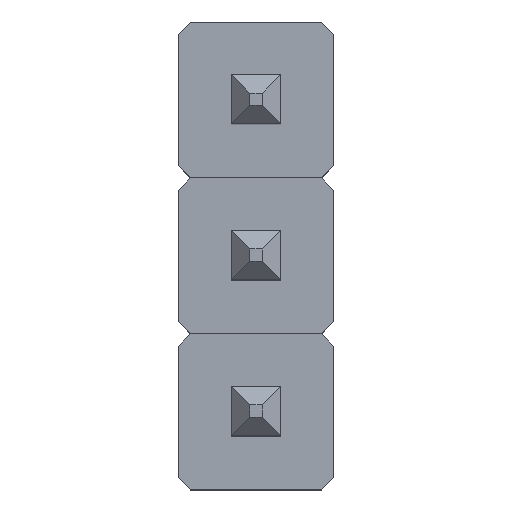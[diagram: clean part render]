
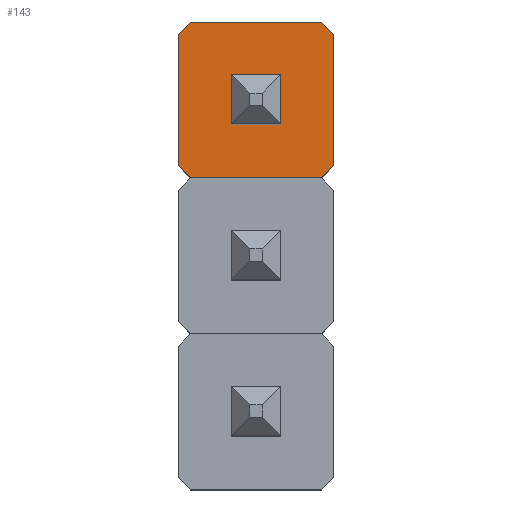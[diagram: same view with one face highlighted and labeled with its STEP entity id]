
A CAD part, top view. The second image highlights one B-rep face of the part: STEP entity #143.
In plain terms, the highlighted planar face has unit normal (0, 0, 1).
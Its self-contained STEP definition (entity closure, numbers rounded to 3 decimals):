
#143=ADVANCED_FACE('',(#261,#262),#263,.T.);
#261=FACE_OUTER_BOUND('',#361,.T.);
#262=FACE_BOUND('',#362,.T.);
#263=PLANE('',#363);
#361=EDGE_LOOP('',(#571,#572,#573,#574,#575,#576,#577,#578));
#362=EDGE_LOOP('',(#579,#580,#581,#582));
#363=AXIS2_PLACEMENT_3D('',#583,#584,#585);
#571=ORIENTED_EDGE('',*,*,#703,.T.);
#572=ORIENTED_EDGE('',*,*,#635,.T.);
#573=ORIENTED_EDGE('',*,*,#704,.T.);
#574=ORIENTED_EDGE('',*,*,#630,.T.);
#575=ORIENTED_EDGE('',*,*,#705,.T.);
#576=ORIENTED_EDGE('',*,*,#625,.T.);
#577=ORIENTED_EDGE('',*,*,#706,.T.);
#578=ORIENTED_EDGE('',*,*,#620,.T.);
#579=ORIENTED_EDGE('',*,*,#680,.T.);
#580=ORIENTED_EDGE('',*,*,#682,.T.);
#581=ORIENTED_EDGE('',*,*,#674,.T.);
#582=ORIENTED_EDGE('',*,*,#677,.T.);
#583=CARTESIAN_POINT('',(22.46,-1.27,15.139));
#584=DIRECTION('',(0.0,0.0,1.0));
#585=DIRECTION('',(1.0,0.0,0.0));
#620=EDGE_CURVE('',#712,#713,#714,.F.);
#625=EDGE_CURVE('',#721,#722,#723,.F.);
#630=EDGE_CURVE('',#730,#731,#732,.F.);
#635=EDGE_CURVE('',#739,#740,#741,.F.);
#674=EDGE_CURVE('',#796,#798,#800,.T.);
#677=EDGE_CURVE('',#798,#802,#804,.T.);
#680=EDGE_CURVE('',#802,#806,#808,.T.);
#682=EDGE_CURVE('',#806,#796,#810,.T.);
#703=EDGE_CURVE('',#713,#739,#835,.T.);
#704=EDGE_CURVE('',#740,#730,#836,.T.);
#705=EDGE_CURVE('',#731,#721,#837,.T.);
#706=EDGE_CURVE('',#722,#712,#838,.T.);
#712=VERTEX_POINT('',#844);
#713=VERTEX_POINT('',#845);
#714=LINE('',#846,#847);
#721=VERTEX_POINT('',#857);
#722=VERTEX_POINT('',#858);
#723=LINE('',#859,#860);
#730=VERTEX_POINT('',#870);
#731=VERTEX_POINT('',#871);
#732=LINE('',#872,#873);
#739=VERTEX_POINT('',#883);
#740=VERTEX_POINT('',#884);
#741=LINE('',#885,#886);
#796=VERTEX_POINT('',#968);
#798=VERTEX_POINT('',#971);
#800=LINE('',#974,#975);
#802=VERTEX_POINT('',#977);
#804=LINE('',#980,#981);
#806=VERTEX_POINT('',#983);
#808=LINE('',#986,#987);
#810=LINE('',#989,#990);
#835=LINE('',#1027,#1028);
#836=LINE('',#1029,#1030);
#837=LINE('',#1031,#1032);
#838=LINE('',#1033,#1034);
#844=CARTESIAN_POINT('',(25.0,1.07,15.139));
#845=CARTESIAN_POINT('',(24.8,1.27,15.139));
#846=CARTESIAN_POINT('',(24.9,1.17,15.139));
#847=VECTOR('',#1039,1.0);
#857=CARTESIAN_POINT('',(24.8,-1.27,15.139));
#858=CARTESIAN_POINT('',(25.0,-1.07,15.139));
#859=CARTESIAN_POINT('',(23.63,-2.44,15.139));
#860=VECTOR('',#1043,1.0);
#870=CARTESIAN_POINT('',(22.46,-1.07,15.139));
#871=CARTESIAN_POINT('',(22.66,-1.27,15.139));
#872=CARTESIAN_POINT('',(22.56,-1.17,15.139));
#873=VECTOR('',#1047,1.0);
#883=CARTESIAN_POINT('',(22.66,1.27,15.139));
#884=CARTESIAN_POINT('',(22.46,1.07,15.139));
#885=CARTESIAN_POINT('',(21.29,-0.1,15.139));
#886=VECTOR('',#1051,1.0);
#968=CARTESIAN_POINT('',(23.33,0.4,15.139));
#971=CARTESIAN_POINT('',(24.13,0.4,15.139));
#974=CARTESIAN_POINT('',(22.46,0.4,15.139));
#975=VECTOR('',#1081,1.0);
#977=CARTESIAN_POINT('',(24.13,-0.4,15.139));
#980=CARTESIAN_POINT('',(24.13,-1.27,15.139));
#981=VECTOR('',#1083,1.0);
#983=CARTESIAN_POINT('',(23.33,-0.4,15.139));
#986=CARTESIAN_POINT('',(22.46,-0.4,15.139));
#987=VECTOR('',#1085,1.0);
#989=CARTESIAN_POINT('',(23.33,-1.27,15.139));
#990=VECTOR('',#1086,1.0);
#1027=CARTESIAN_POINT('',(25.0,1.27,15.139));
#1028=VECTOR('',#1099,1.0);
#1029=CARTESIAN_POINT('',(22.46,1.27,15.139));
#1030=VECTOR('',#1100,1.0);
#1031=CARTESIAN_POINT('',(22.46,-1.27,15.139));
#1032=VECTOR('',#1101,1.0);
#1033=CARTESIAN_POINT('',(25.0,-1.27,15.139));
#1034=VECTOR('',#1102,1.0);
#1039=DIRECTION('',(0.707,-0.707,0.0));
#1043=DIRECTION('',(-0.707,-0.707,0.0));
#1047=DIRECTION('',(-0.707,0.707,0.0));
#1051=DIRECTION('',(0.707,0.707,0.0));
#1081=DIRECTION('',(1.0,0.0,0.0));
#1083=DIRECTION('',(0.0,-1.0,0.0));
#1085=DIRECTION('',(-1.0,0.0,0.0));
#1086=DIRECTION('',(0.0,1.0,0.0));
#1099=DIRECTION('',(-1.0,0.0,0.0));
#1100=DIRECTION('',(0.0,-1.0,0.0));
#1101=DIRECTION('',(1.0,0.0,0.0));
#1102=DIRECTION('',(0.0,1.0,0.0));
